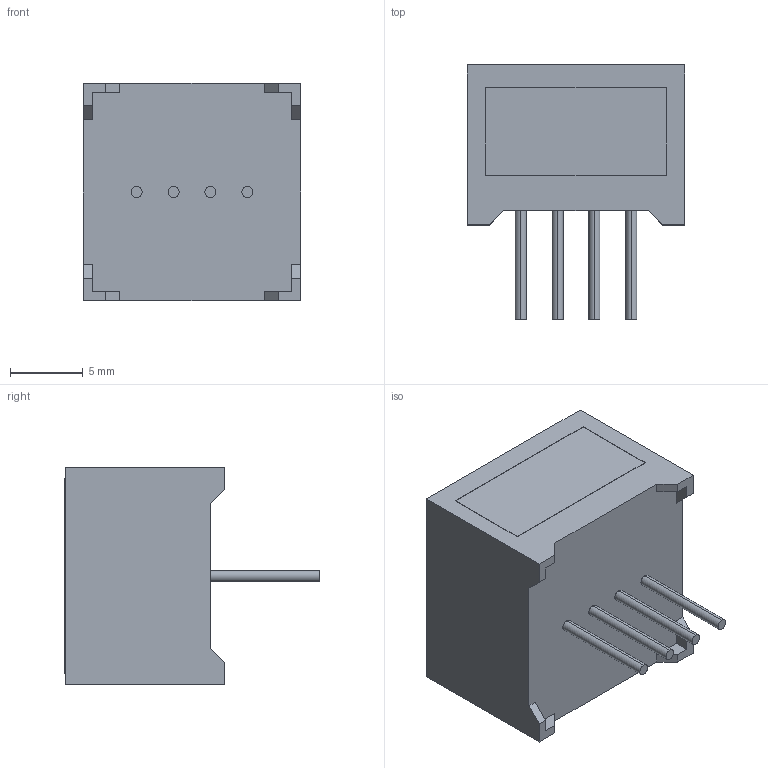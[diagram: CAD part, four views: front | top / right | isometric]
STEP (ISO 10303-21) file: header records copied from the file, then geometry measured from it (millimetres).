
FILE_DESCRIPTION (( 'STEP AP214' ), '1' );
FILE_NAME ('CTHS15XXXXX.STEP', '2016-10-28T22:41:31', ( 'user' ), ( 'Microsoft' ), 'SwSTEP 2.0', 'SolidWorks 2016', '' );
FILE_SCHEMA (( 'AUTOMOTIVE_DESIGN' ));
Length unit declared in the file: inch
Products named in the file (1): CTHS15XXXXX
Bounding box: 15.01 x 17.55 x 15.01 mm (x, y, z)
Volume: 2278.7 mm3; surface area: 1158.4 mm2
Topology: 1 solids, 1 shells, 63 faces, 156 edges, 104 vertices
Faces by surface type: plane 55, cylinder 8
Entity records: 2588 total; most frequent: CARTESIAN_POINT 324, ORIENTED_EDGE 312, DIRECTION 300, EDGE_CURVE 156, VECTOR 140, LINE 140, VERTEX_POINT 104, AXIS2_PLACEMENT_3D 80
